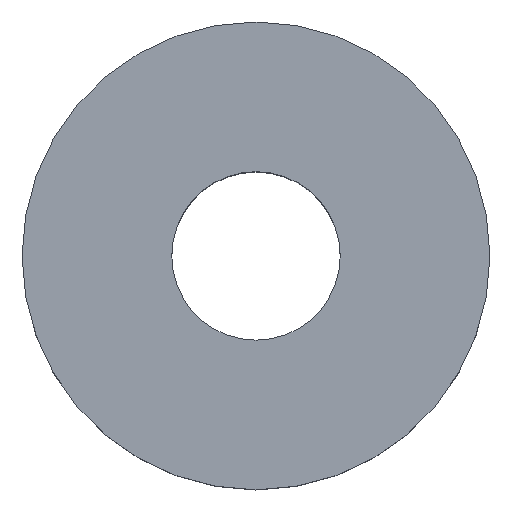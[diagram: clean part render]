
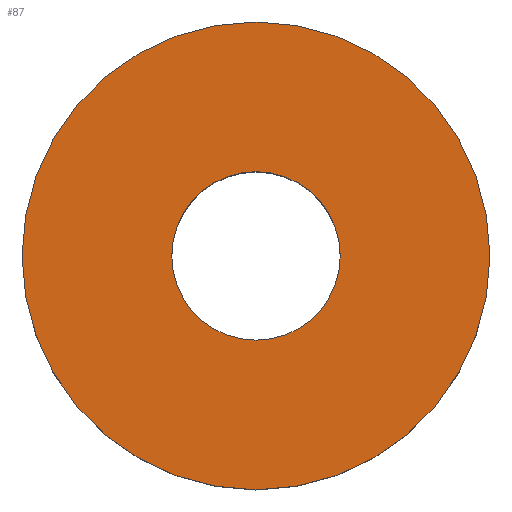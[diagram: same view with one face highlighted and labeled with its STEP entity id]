
A CAD part, top view. The second image highlights one B-rep face of the part: STEP entity #87.
In plain terms, the highlighted planar face has unit normal (0, 0, 1).
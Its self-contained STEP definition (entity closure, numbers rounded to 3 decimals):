
#8 = DIRECTION ( 'NONE',  ( 0., 0., 1. ) ) ;
#25 = DIRECTION ( 'NONE',  ( 0., 0., -1. ) ) ;
#34 = CIRCLE ( 'NONE', #282, 2.175 ) ;
#42 = ORIENTED_EDGE ( 'NONE', *, *, #111, .F. ) ;
#43 = EDGE_CURVE ( 'NONE', #184, #197, #34, .T. ) ;
#46 = VERTEX_POINT ( 'NONE', #182 ) ;
#48 = DIRECTION ( 'NONE',  ( -1., 0., 0. ) ) ;
#54 = CARTESIAN_POINT ( 'NONE',  ( 0., 0., 2.4 ) ) ;
#57 = CARTESIAN_POINT ( 'NONE',  ( 2.175, 0., 2.4 ) ) ;
#64 = EDGE_CURVE ( 'NONE', #46, #213, #276, .T. ) ;
#70 = FACE_BOUND ( 'NONE', #183, .T. ) ;
#73 = CARTESIAN_POINT ( 'NONE',  ( 0., 0., 2.4 ) ) ;
#77 = ORIENTED_EDGE ( 'NONE', *, *, #64, .F. ) ;
#86 = CARTESIAN_POINT ( 'NONE',  ( 0., 0., 2.4 ) ) ;
#87 = ADVANCED_FACE ( 'NONE', ( #235, #70 ), #130, .F. ) ;
#92 = AXIS2_PLACEMENT_3D ( 'NONE', #86, #8, #294 ) ;
#105 = DIRECTION ( 'NONE',  ( -1., 0., 0. ) ) ;
#111 = EDGE_CURVE ( 'NONE', #213, #46, #215, .T. ) ;
#122 = EDGE_LOOP ( 'NONE', ( #224, #306 ) ) ;
#130 = PLANE ( 'NONE',  #137 ) ;
#134 = DIRECTION ( 'NONE',  ( 0., 0., -1. ) ) ;
#136 = CARTESIAN_POINT ( 'NONE',  ( 0., 0., 2.4 ) ) ;
#137 = AXIS2_PLACEMENT_3D ( 'NONE', #236, #285, #48 ) ;
#139 = CARTESIAN_POINT ( 'NONE',  ( 0.783, 0., 2.4 ) ) ;
#156 = DIRECTION ( 'NONE',  ( 1., 0., 0. ) ) ;
#182 = CARTESIAN_POINT ( 'NONE',  ( -0.783, 0., 2.4 ) ) ;
#183 = EDGE_LOOP ( 'NONE', ( #77, #42 ) ) ;
#184 = VERTEX_POINT ( 'NONE', #57 ) ;
#197 = VERTEX_POINT ( 'NONE', #242 ) ;
#213 = VERTEX_POINT ( 'NONE', #139 ) ;
#215 = CIRCLE ( 'NONE', #92, 0.783 ) ;
#224 = ORIENTED_EDGE ( 'NONE', *, *, #43, .F. ) ;
#226 = AXIS2_PLACEMENT_3D ( 'NONE', #54, #290, #105 ) ;
#235 = FACE_OUTER_BOUND ( 'NONE', #122, .T. ) ;
#236 = CARTESIAN_POINT ( 'NONE',  ( 0., 0., 2.4 ) ) ;
#240 = DIRECTION ( 'NONE',  ( 1., 0., 0. ) ) ;
#242 = CARTESIAN_POINT ( 'NONE',  ( -2.175, 0., 2.4 ) ) ;
#272 = EDGE_CURVE ( 'NONE', #197, #184, #308, .T. ) ;
#276 = CIRCLE ( 'NONE', #226, 0.783 ) ;
#282 = AXIS2_PLACEMENT_3D ( 'NONE', #73, #25, #156 ) ;
#285 = DIRECTION ( 'NONE',  ( 0., 0., -1. ) ) ;
#290 = DIRECTION ( 'NONE',  ( 0., 0., 1. ) ) ;
#294 = DIRECTION ( 'NONE',  ( -1., 0., 0. ) ) ;
#298 = AXIS2_PLACEMENT_3D ( 'NONE', #136, #134, #240 ) ;
#306 = ORIENTED_EDGE ( 'NONE', *, *, #272, .F. ) ;
#308 = CIRCLE ( 'NONE', #298, 2.175 ) ;
